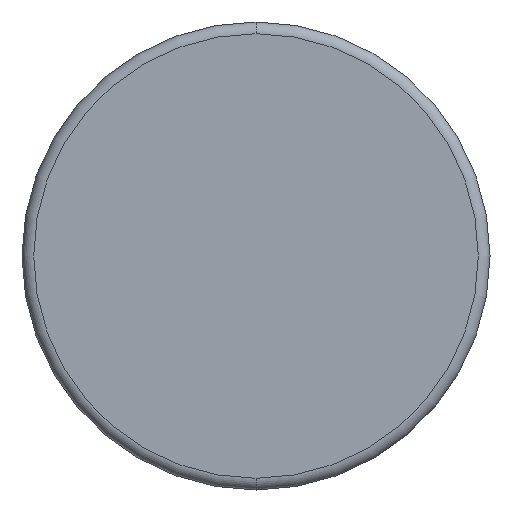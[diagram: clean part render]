
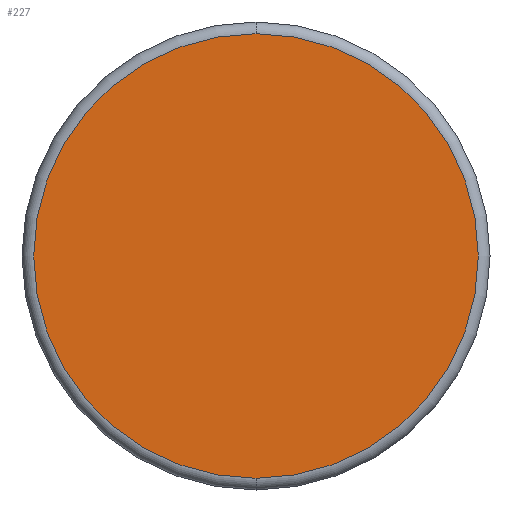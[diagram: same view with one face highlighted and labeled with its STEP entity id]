
A CAD part, front view. The second image highlights one B-rep face of the part: STEP entity #227.
In plain terms, the highlighted planar face has unit normal (0, -1, 0).
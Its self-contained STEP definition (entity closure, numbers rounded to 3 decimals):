
#7 = PLANE ( 'NONE',  #205 ) ;
#54 = FACE_OUTER_BOUND ( 'NONE', #283, .T. ) ;
#72 = ORIENTED_EDGE ( 'NONE', *, *, #246, .T. ) ;
#75 = DIRECTION ( 'NONE',  ( 0., -1., 0. ) ) ;
#80 = DIRECTION ( 'NONE',  ( 0., 0., -1. ) ) ;
#129 = EDGE_CURVE ( 'NONE', #163, #178, #282, .T. ) ;
#135 = CIRCLE ( 'NONE', #342, 9.5 ) ;
#142 = DIRECTION ( 'NONE',  ( 0., -1., 0. ) ) ;
#143 = CARTESIAN_POINT ( 'NONE',  ( 0., 0., -9.5 ) ) ;
#163 = VERTEX_POINT ( 'NONE', #143 ) ;
#178 = VERTEX_POINT ( 'NONE', #284 ) ;
#191 = ORIENTED_EDGE ( 'NONE', *, *, #129, .T. ) ;
#205 = AXIS2_PLACEMENT_3D ( 'NONE', #331, #75, #314 ) ;
#227 = ADVANCED_FACE ( 'NONE', ( #54 ), #7, .T. ) ;
#237 = CARTESIAN_POINT ( 'NONE',  ( 0., 0., 0. ) ) ;
#246 = EDGE_CURVE ( 'NONE', #178, #163, #135, .T. ) ;
#282 = CIRCLE ( 'NONE', #297, 9.5 ) ;
#283 = EDGE_LOOP ( 'NONE', ( #191, #72 ) ) ;
#284 = CARTESIAN_POINT ( 'NONE',  ( 0., 0., 9.5 ) ) ;
#286 = DIRECTION ( 'NONE',  ( 0., 0., -1. ) ) ;
#297 = AXIS2_PLACEMENT_3D ( 'NONE', #330, #142, #80 ) ;
#314 = DIRECTION ( 'NONE',  ( 0., 0., -1. ) ) ;
#330 = CARTESIAN_POINT ( 'NONE',  ( 0., 0., 0. ) ) ;
#331 = CARTESIAN_POINT ( 'NONE',  ( 0., 0., 0. ) ) ;
#340 = DIRECTION ( 'NONE',  ( 0., -1., 0. ) ) ;
#342 = AXIS2_PLACEMENT_3D ( 'NONE', #237, #340, #286 ) ;
